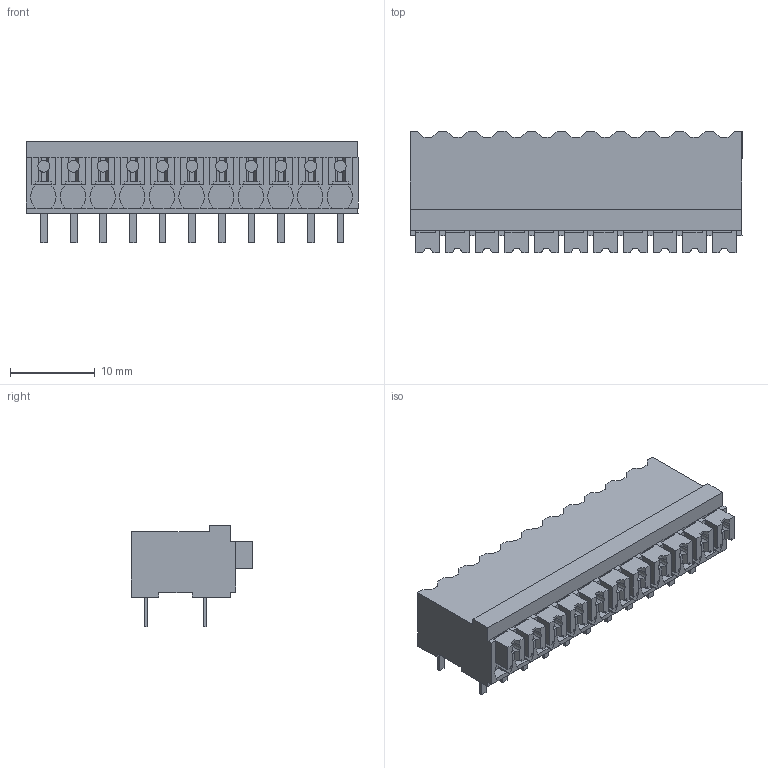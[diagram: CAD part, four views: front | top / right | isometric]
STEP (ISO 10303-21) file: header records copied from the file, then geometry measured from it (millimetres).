
FILE_DESCRIPTION(('CATIA V5 STEP Exchange','CAx-IF Rec.Pracs.--- Model Styling and Organization---1.2---2011-12-15'),'2;1');
FILE_NAME ('D1456783_0', '2018-03-15T05:14:37+00:00', ('none'), ('Weidmueller'), 'CATIA Version 5-6 Release 2014', 'CATIA V5 STEP AP214', 'none');
FILE_SCHEMA(('AUTOMOTIVE_DESIGN { 1 0 10303 214 1 1 1 1 }'));
Length unit declared in the file: millimetre
Products named in the file (1): 1824510000
Bounding box: 39.2 x 14.3 x 12 mm (x, y, z)
Volume: 3338.8 mm3; surface area: 3317.2 mm2
Topology: 34 solids, 34 shells, 852 faces, 2397 edges, 1602 vertices
Faces by surface type: plane 720, cylinder 132
Entity records: 24994 total; most frequent: CARTESIAN_POINT 4810, ORIENTED_EDGE 4794, DIRECTION 3137, EDGE_CURVE 2397, VECTOR 2122, LINE 2122, VERTEX_POINT 1602, EDGE_LOOP 863
